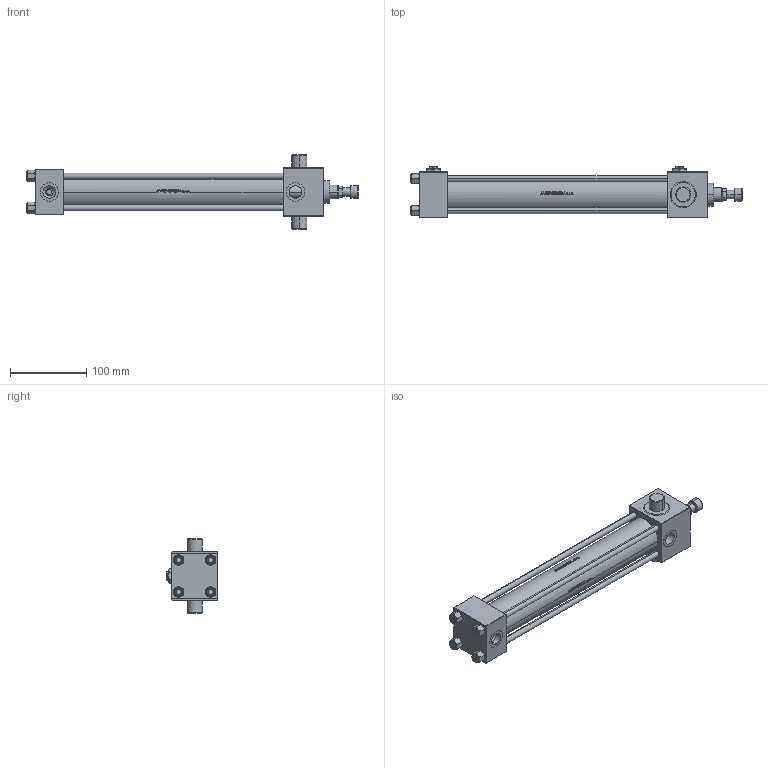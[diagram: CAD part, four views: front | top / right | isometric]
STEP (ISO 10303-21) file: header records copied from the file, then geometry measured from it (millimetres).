
FILE_DESCRIPTION (( 'STEP AP203' ), '1' );
FILE_NAME ('64ef.STEP', '2022-04-16T05:16:38', ( '' ), ( '' ), 'SwSTEP 2.0', 'SolidWorks 2019', '' );
FILE_SCHEMA (( 'CONFIG_CONTROL_DESIGN' ));
Length unit declared in the file: millimetre
Products named in the file (8): V215CR_K_TYCINKA ba9e20ea61d67a07e8072bf49601f52b; V215CR_ROD_END_F ba9e20ea61d67a07e8072bf49601f52b; V215CR_K_Body ba9e20ea61d67a07e8072bf49601f52b; NUT_M5_K ba9e20ea61d67a07e8072bf49601f52b; V215CR_VCP_K ba9e20ea61d67a07e8072bf49601f52b; 64ef; V215_VC_A ba9e20ea61d67a07e8072bf49601f52b; Zatka_pro_OIL_PORT ba9e20ea61d67a07e8072bf49601f52b
Assembly tree (14 placements, depth 2):
  64ef
    V215CR_K_Body ba9e20ea61d67a07e8072bf49601f52b
    V215CR_VCP_K ba9e20ea61d67a07e8072bf49601f52b
    V215CR_K_TYCINKA ba9e20ea61d67a07e8072bf49601f52b  x4
    NUT_M5_K ba9e20ea61d67a07e8072bf49601f52b  x4
    V215_VC_A ba9e20ea61d67a07e8072bf49601f52b
    V215CR_ROD_END_F ba9e20ea61d67a07e8072bf49601f52b
    Zatka_pro_OIL_PORT ba9e20ea61d67a07e8072bf49601f52b  x2
Bounding box: 435 x 67 x 97 mm (x, y, z)
Volume: 623196.8 mm3; surface area: 207348.2 mm2
Topology: 14 solids, 14 shells, 1193 faces, 2980 edges, 1907 vertices
Faces by surface type: plane 483, bspline 380, cone 174, cylinder 140, torus 16
Entity records: 49404 total; most frequent: CARTESIAN_POINT 26292, ORIENTED_EDGE 5260, DIRECTION 3308, EDGE_CURVE 2630, VERTEX_POINT 1705, LINE 1322, VECTOR 1322, EDGE_LOOP 1137
